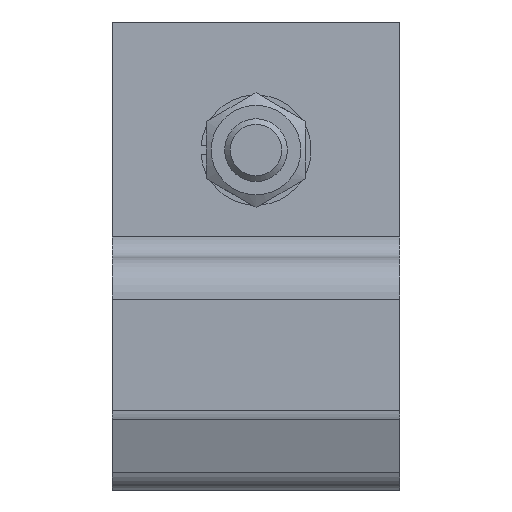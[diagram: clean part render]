
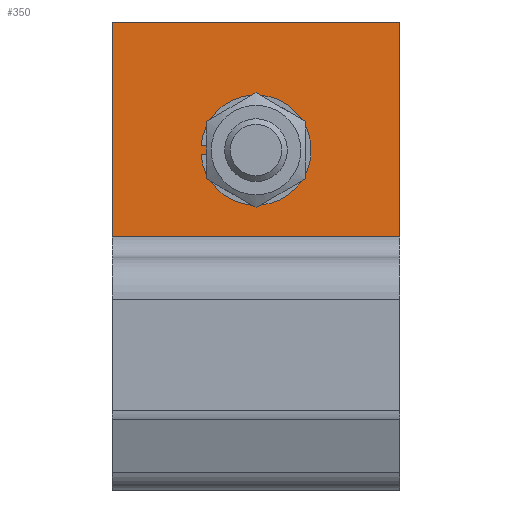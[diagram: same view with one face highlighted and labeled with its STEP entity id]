
A CAD part, left-side view. The second image highlights one B-rep face of the part: STEP entity #350.
In plain terms, the highlighted face is planar.
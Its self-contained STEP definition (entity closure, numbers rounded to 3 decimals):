
#350=ADVANCED_FACE('',(#649,#650),#651,.F.);
#649=FACE_OUTER_BOUND('',#937,.T.);
#650=FACE_BOUND('',#938,.T.);
#651=PLANE('',#939);
#937=EDGE_LOOP('',(#1542,#1543,#1544,#1545));
#938=EDGE_LOOP('',(#1546));
#939=AXIS2_PLACEMENT_3D('',#1547,#1548,#1549);
#1542=ORIENTED_EDGE('',*,*,#1911,.T.);
#1543=ORIENTED_EDGE('',*,*,#1951,.F.);
#1544=ORIENTED_EDGE('',*,*,#1781,.F.);
#1545=ORIENTED_EDGE('',*,*,#1983,.T.);
#1546=ORIENTED_EDGE('',*,*,#1948,.T.);
#1547=CARTESIAN_POINT('',(-2945.91,8691.102,335.151));
#1548=DIRECTION('',(-1.,-0.024,0.));
#1549=DIRECTION('',(-0.024,1.,0.));
#1781=EDGE_CURVE('',#2085,#2087,#2088,.T.);
#1911=EDGE_CURVE('',#2293,#2291,#2294,.T.);
#1948=EDGE_CURVE('',#2348,#2348,#2349,.T.);
#1951=EDGE_CURVE('',#2087,#2291,#2353,.T.);
#1983=EDGE_CURVE('',#2085,#2293,#2390,.T.);
#2085=VERTEX_POINT('',#2532);
#2087=VERTEX_POINT('',#2535);
#2088=LINE('',#2536,#2537);
#2291=VERTEX_POINT('',#2841);
#2293=VERTEX_POINT('',#2843);
#2294=LINE('',#2844,#2845);
#2348=VERTEX_POINT('',#2997);
#2349=CIRCLE('',#2998,6.5);
#2353=LINE('',#3002,#3003);
#2390=LINE('',#3074,#3075);
#2532=CARTESIAN_POINT('',(-2945.91,8691.102,335.151));
#2535=CARTESIAN_POINT('',(-2944.908,8650.004,335.151));
#2536=CARTESIAN_POINT('',(-2945.91,8691.102,335.151));
#2537=VECTOR('',#3221,1.);
#2841=CARTESIAN_POINT('',(-2944.908,8650.004,390.151));
#2843=CARTESIAN_POINT('',(-2945.91,8691.102,390.151));
#2844=CARTESIAN_POINT('',(-2945.91,8691.102,390.151));
#2845=VECTOR('',#3377,1.);
#2997=CARTESIAN_POINT('',(-2945.471,8673.107,362.651));
#2998=AXIS2_PLACEMENT_3D('',#3409,#3410,#3411);
#3002=CARTESIAN_POINT('',(-2944.908,8650.004,335.151));
#3003=VECTOR('',#3415,1.);
#3074=CARTESIAN_POINT('',(-2945.91,8691.102,335.151));
#3075=VECTOR('',#3434,1.);
#3221=DIRECTION('',(0.024,-1.,0.));
#3377=DIRECTION('',(0.024,-1.,0.));
#3409=CARTESIAN_POINT('',(-2945.313,8666.609,362.651));
#3410=DIRECTION('',(-1.,-0.024,0.));
#3411=DIRECTION('',(-0.024,1.,0.));
#3415=DIRECTION('',(0.,0.,1.));
#3434=DIRECTION('',(0.,0.,1.));
